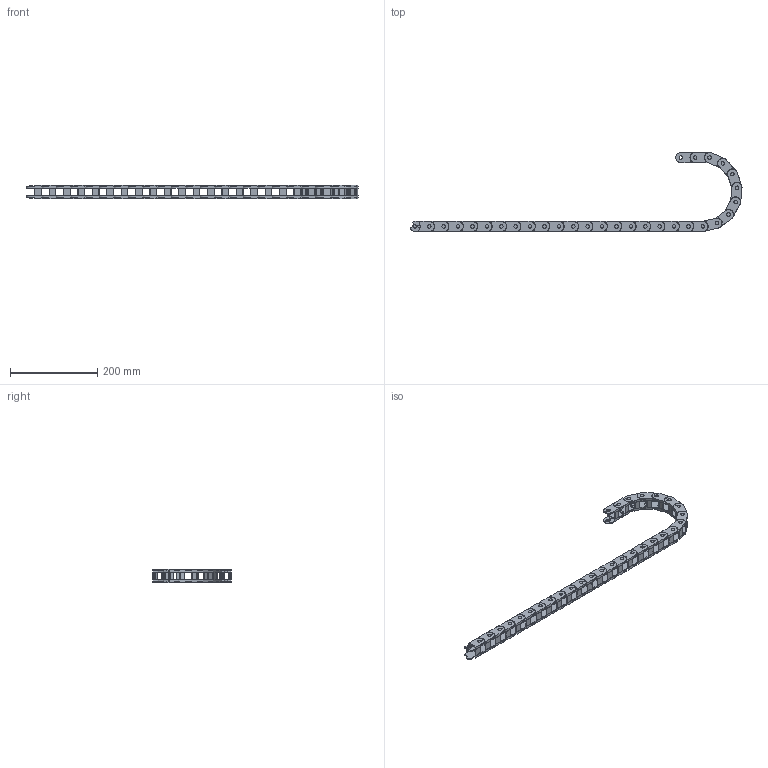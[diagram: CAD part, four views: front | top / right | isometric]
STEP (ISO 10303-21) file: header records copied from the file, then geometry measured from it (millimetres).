
FILE_DESCRIPTION (( 'STEP AP203' ), '1' );
FILE_NAME ('CDC-0.7X0.7R3.1T.step', '2024-04-17T14:19:42', ( '' ), ( '' ), 'SwSTEP 2.0', 'SolidWorks 2023', '' );
FILE_SCHEMA (( 'CONFIG_CONTROL_DESIGN' ));
Products named in the file (1): CDC-0.7X0.7R3.1T
Bounding box: 760.74 x 180.72 x 30 mm (x, y, z)
Volume: 255261.7 mm3; surface area: 200585.6 mm2
Topology: 29 solids, 29 shells, 2639 faces, 7395 edges, 4930 vertices
Faces by surface type: plane 1479, cylinder 1160
Entity records: 86012 total; most frequent: DIRECTION 15227, CARTESIAN_POINT 14965, ORIENTED_EDGE 14790, EDGE_CURVE 7395, AXIS2_PLACEMENT_3D 5192, VERTEX_POINT 4930, LINE 4843, VECTOR 4843
